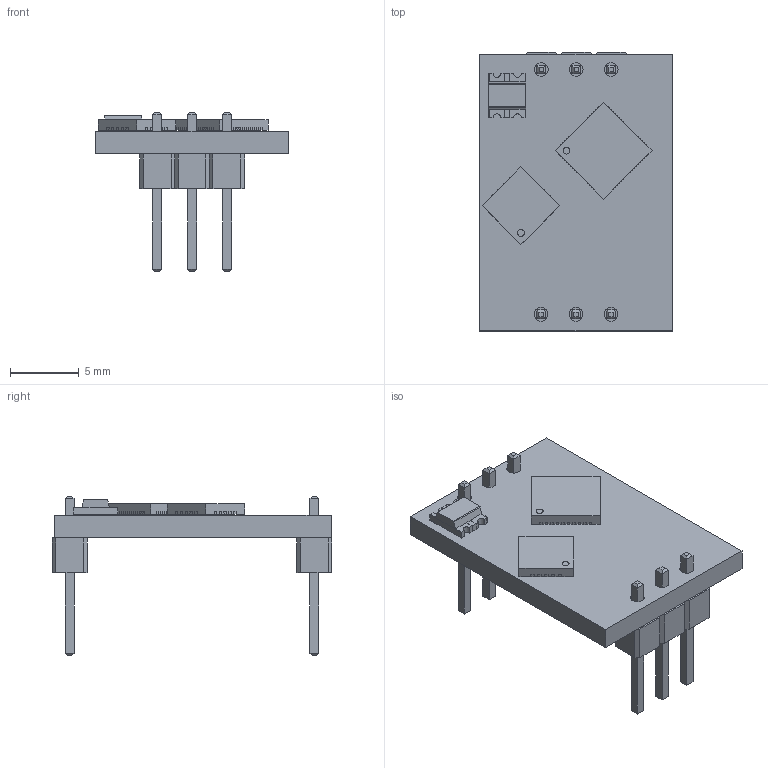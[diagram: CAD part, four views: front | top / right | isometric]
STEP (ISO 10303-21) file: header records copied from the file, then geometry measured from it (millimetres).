
FILE_DESCRIPTION(('KiCad electronic assembly'),'2;1');
FILE_NAME('ec-ezo-module.step','2024-11-01T12:28:18',('Pcbnew'),('Kicad' ),'Open CASCADE STEP processor 7.7','KiCad to STEP converter', 'Unknown');
FILE_SCHEMA(('AUTOMOTIVE_DESIGN { 1 0 10303 214 1 1 1 1 }'));
Length unit declared in the file: millimetre
Products named in the file (10): ec-ezo-module 1; QFN-40-1EP_5x5mm_P0.4mm_EP3.6x3.6mm; QFN-40-1EP_5x5mm_Pitch0.4mm; QFN-20-1EP_4x4mm_P0.5mm_EP2.5x2.5mm; QFN-20-1EP_4x4mm_Pitch0.5mm; LED_RGB_1210; PinHeader_1x03_P2.54mm_Vertical; PinHeader_1x03_P254mm_Vertical; ec-ezo-module_PCB
Assembly tree (10 placements, depth 3):
  ec-ezo-module 1
    QFN-40-1EP_5x5mm_P0.4mm_EP3.6x3.6mm
      QFN-40-1EP_5x5mm_Pitch0.4mm
    QFN-20-1EP_4x4mm_P0.5mm_EP2.5x2.5mm
      QFN-20-1EP_4x4mm_Pitch0.5mm
    LED_RGB_1210
      LED_RGB_1210
    PinHeader_1x03_P2.54mm_Vertical  x2
      PinHeader_1x03_P254mm_Vertical
    ec-ezo-module_PCB
Bounding box: 14 x 20.32 x 11.54 mm (x, y, z)
Volume: 598.9 mm3; surface area: 1146.1 mm2
Topology: 6 solids, 6 shells, 650 faces, 1771 edges, 1150 vertices
Faces by surface type: plane 568, cylinder 82
Full cylindrical faces by diameter (mm): 0.5 x2, 1 x6
Entity records: 22164 total; most frequent: CARTESIAN_POINT 3214, ORIENTED_EDGE 3182, DIRECTION 2925, EDGE_CURVE 1591, LINE 1427, VECTOR 1427, VERTEX_POINT 1038, AXIS2_PLACEMENT_3D 749
